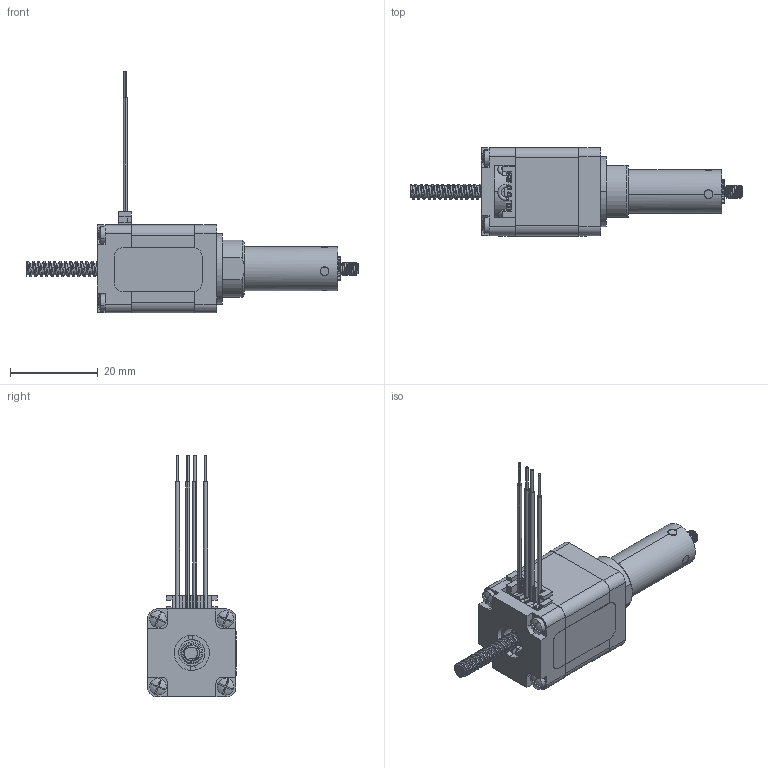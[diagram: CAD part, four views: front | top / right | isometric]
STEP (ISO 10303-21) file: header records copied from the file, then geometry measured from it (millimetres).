
FILE_DESCRIPTION (( 'STEP AP214' ), '1' );
FILE_NAME ('8K21-25.STEP', '2023-03-07T06:34:28', ( '' ), ( '' ), 'SwSTEP 2.0', 'SolidWorks 2022', '' );
FILE_SCHEMA (( 'AUTOMOTIVE_DESIGN' ));
Length unit declared in the file: millimetre
Products named in the file (31): 10-051（限位垫）.STP; 05-0585-1.STP; 02-003-1（0.5A，定子总成）.STP; 8K21-25; 8K21-25.STP; 09-005-4（绿白）.STP; 07-007轴承.STP; 01-018-7（后盖）.STP; 15-001-018漆包线.STP; 03-032-1（8N2030转子总成攻丝，AA）.STP; 04-058（8N2030注塑转子轴）.STP; 03-001（8H2030转子铁芯）.STP; 09-005-2（红白）.STP; 03-053-1（8H2030无轴转子总成）.STP; 06-006预紧.STP; 02-101定子组件.STP; 04-058注塑螺母.STP; 20花键轴注塑螺母.STP; 04-001（8N2030转子轴）.STP; 07-001(8H2030磁钢）.STP; 10-001垫片.STP; 06-234（固定轴滑轨预紧）.STP; 20注塑基体.STP; 20单厚标签.STP; 20，28花键轴.STP; 润滑油脂.STP; 09-005-1（红）.STP; 11-001（8H2030螺钉）.STP; 09-005-3（绿）.STP; 20不锈钢轴注塑-2.STP; 01-017-6（前盖）.STP
Assembly tree (35 placements, depth 5):
  8K21-25
    8K21-25.STP
      02-003-1（0.5A，定子总成）.STP
        15-001-018漆包线.STP
        02-101定子组件.STP
      03-032-1（8N2030转子总成攻丝，AA）.STP
        03-053-1（8H2030无轴转子总成）.STP
          03-001（8H2030转子铁芯）.STP  x2
          07-001(8H2030磁钢）.STP
        04-058（8N2030注塑转子轴）.STP
          04-001（8N2030转子轴）.STP
          04-058注塑螺母.STP
      20不锈钢轴注塑-2.STP
        20花键轴注塑螺母.STP
        20注塑基体.STP
      01-017-6（前盖）.STP
      01-018-7（后盖）.STP
      润滑油脂.STP
      11-001（8H2030螺钉）.STP  x4
      07-007轴承.STP  x2
      09-005-1（红）.STP
      09-005-2（红白）.STP
      09-005-3（绿）.STP
      09-005-4（绿白）.STP
      06-234（固定轴滑轨预紧）.STP
      10-001垫片.STP
      10-051（限位垫）.STP
      05-0585-1.STP
      06-006预紧.STP
      20，28花键轴.STP
      20单厚标签.STP
Bounding box: 75.6 x 20.1 x 55.02 mm (x, y, z)
Volume: 10684.8 mm3; surface area: 19468 mm2
Topology: 37 solids, 37 shells, 1957 faces, 5527 edges, 3645 vertices
Faces by surface type: cylinder 1077, plane 811, torus 32, cone 17, bspline 12, sphere 8
Entity records: 73960 total; most frequent: CARTESIAN_POINT 29098, ORIENTED_EDGE 9340, DIRECTION 9297, EDGE_CURVE 4670, AXIS2_PLACEMENT_3D 3392, VERTEX_POINT 3075, VECTOR 2513, LINE 2513
